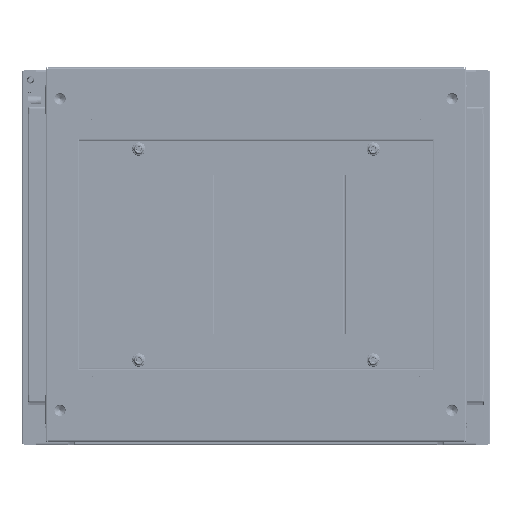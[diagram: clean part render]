
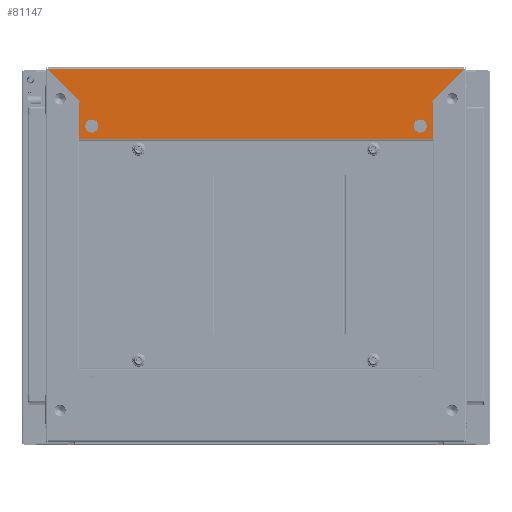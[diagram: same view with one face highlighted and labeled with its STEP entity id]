
A CAD part, top view. The second image highlights one B-rep face of the part: STEP entity #81147.
In plain terms, the highlighted planar face has unit normal (0, 0, 1).
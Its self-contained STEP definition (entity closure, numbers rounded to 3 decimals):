
#2309 = EDGE_LOOP ( 'NONE', ( #16983, #16982 ) ) ;
#2785 = EDGE_LOOP ( 'NONE', ( #16981, #16980, #16979, #16978, #16977, #16976, #16975, #16974 ) ) ;
#2965 = EDGE_LOOP ( 'NONE', ( #16985, #16984 ) ) ;
#8451 = CARTESIAN_POINT ( 'NONE',  ( 182., -26.3, 1.5 ) ) ;
#8460 = CARTESIAN_POINT ( 'NONE',  ( -188.25, -40.29, 1.5 ) ) ;
#8466 = CARTESIAN_POINT ( 'NONE',  ( 168., -26.3, 1.5 ) ) ;
#8469 = CARTESIAN_POINT ( 'NONE',  ( -168., -26.3, 1.5 ) ) ;
#8479 = CARTESIAN_POINT ( 'NONE',  ( -182., -26.3, 1.5 ) ) ;
#8497 = CARTESIAN_POINT ( 'NONE',  ( 188.25, -0.7, 1.5 ) ) ;
#8499 = CARTESIAN_POINT ( 'NONE',  ( 188.25, -40.29, 1.5 ) ) ;
#8523 = CARTESIAN_POINT ( 'NONE',  ( 222.24, 34.69, 1.5 ) ) ;
#8538 = CARTESIAN_POINT ( 'NONE',  ( -187.55, 0., 1.5 ) ) ;
#8541 = CARTESIAN_POINT ( 'NONE',  ( -188.25, -0.7, 1.5 ) ) ;
#8548 = CARTESIAN_POINT ( 'NONE',  ( 187.55, 0., 1.5 ) ) ;
#8552 = CARTESIAN_POINT ( 'NONE',  ( -222.24, 34.69, 1.5 ) ) ;
#8993 = AXIS2_PLACEMENT_3D ( 'NONE', #83776, #83779, #83781 ) ;
#11331 = AXIS2_PLACEMENT_3D ( 'NONE', #117266, #117269, #117271 ) ;
#11613 = AXIS2_PLACEMENT_3D ( 'NONE', #117296, #117299, #117301 ) ;
#11615 = AXIS2_PLACEMENT_3D ( 'NONE', #93142, #93149, #93151 ) ;
#11690 = AXIS2_PLACEMENT_3D ( 'NONE', #93153, #93160, #93162 ) ;
#14782 = EDGE_CURVE ( 'NONE', #47370, #47360, #127002, .T. ) ;
#14784 = EDGE_CURVE ( 'NONE', #47380, #47372, #127008, .T. ) ;
#14862 = EDGE_CURVE ( 'NONE', #47424, #47367, #127238, .T. ) ;
#14864 = EDGE_CURVE ( 'NONE', #47434, #47422, #127245, .T. ) ;
#14869 = EDGE_CURVE ( 'NONE', #47422, #47424, #127233, .T. ) ;
#14871 = EDGE_CURVE ( 'NONE', #47410, #47434, #127268, .T. ) ;
#14873 = EDGE_CURVE ( 'NONE', #47372, #47380, #127277, .T. ) ;
#14875 = EDGE_CURVE ( 'NONE', #47367, #47396, #127279, .T. ) ;
#14877 = EDGE_CURVE ( 'NONE', #47396, #47394, #127284, .T. ) ;
#14879 = EDGE_CURVE ( 'NONE', #47360, #47370, #127294, .T. ) ;
#14881 = EDGE_CURVE ( 'NONE', #47394, #47430, #127295, .T. ) ;
#14884 = EDGE_CURVE ( 'NONE', #47430, #47410, #127301, .T. ) ;
#16974 = ORIENTED_EDGE ( 'NONE', *, *, #14884, .T. ) ;
#16975 = ORIENTED_EDGE ( 'NONE', *, *, #14881, .T. ) ;
#16976 = ORIENTED_EDGE ( 'NONE', *, *, #14877, .T. ) ;
#16977 = ORIENTED_EDGE ( 'NONE', *, *, #14875, .T. ) ;
#16978 = ORIENTED_EDGE ( 'NONE', *, *, #14862, .T. ) ;
#16979 = ORIENTED_EDGE ( 'NONE', *, *, #14869, .T. ) ;
#16980 = ORIENTED_EDGE ( 'NONE', *, *, #14864, .T. ) ;
#16981 = ORIENTED_EDGE ( 'NONE', *, *, #14871, .T. ) ;
#16982 = ORIENTED_EDGE ( 'NONE', *, *, #14784, .F. ) ;
#16983 = ORIENTED_EDGE ( 'NONE', *, *, #14873, .F. ) ;
#16984 = ORIENTED_EDGE ( 'NONE', *, *, #14782, .F. ) ;
#16985 = ORIENTED_EDGE ( 'NONE', *, *, #14879, .F. ) ;
#47360 = VERTEX_POINT ( 'NONE', #8451 ) ;
#47367 = VERTEX_POINT ( 'NONE', #8460 ) ;
#47370 = VERTEX_POINT ( 'NONE', #8466 ) ;
#47372 = VERTEX_POINT ( 'NONE', #8469 ) ;
#47380 = VERTEX_POINT ( 'NONE', #8479 ) ;
#47394 = VERTEX_POINT ( 'NONE', #8497 ) ;
#47396 = VERTEX_POINT ( 'NONE', #8499 ) ;
#47410 = VERTEX_POINT ( 'NONE', #8523 ) ;
#47422 = VERTEX_POINT ( 'NONE', #8538 ) ;
#47424 = VERTEX_POINT ( 'NONE', #8541 ) ;
#47430 = VERTEX_POINT ( 'NONE', #8548 ) ;
#47434 = VERTEX_POINT ( 'NONE', #8552 ) ;
#81147 = ADVANCED_FACE ( 'NONE', ( #99621, #99633, #99636 ), #83778, .F. ) ;
#83776 = CARTESIAN_POINT ( 'NONE',  ( 187.55, 0., 1.5 ) ) ;
#83778 = PLANE ( 'NONE',  #8993 ) ;
#83779 = DIRECTION ( 'NONE',  ( 0., 0., -1. ) ) ;
#83781 = DIRECTION ( 'NONE',  ( -1., 0., 0. ) ) ;
#93142 = CARTESIAN_POINT ( 'NONE',  ( 175., -26.3, 1.5 ) ) ;
#93149 = DIRECTION ( 'NONE',  ( 0., 0., 1. ) ) ;
#93151 = DIRECTION ( 'NONE',  ( -1., 0., 0. ) ) ;
#93153 = CARTESIAN_POINT ( 'NONE',  ( -175., -26.3, 1.5 ) ) ;
#93160 = DIRECTION ( 'NONE',  ( 0., 0., 1. ) ) ;
#93162 = DIRECTION ( 'NONE',  ( 1., 0., 0. ) ) ;
#99621 = FACE_BOUND ( 'NONE', #2965, .T. ) ;
#99633 = FACE_BOUND ( 'NONE', #2309, .T. ) ;
#99636 = FACE_OUTER_BOUND ( 'NONE', #2785, .T. ) ;
#117223 = CARTESIAN_POINT ( 'NONE',  ( -222.25, 34.7, 1.5 ) ) ;
#117225 = CARTESIAN_POINT ( 'NONE',  ( -188.25, -0.7, 1.5 ) ) ;
#117226 = DIRECTION ( 'NONE',  ( 0., -1., 0. ) ) ;
#117235 = DIRECTION ( 'NONE',  ( 0.707, -0.707, 0. ) ) ;
#117241 = CARTESIAN_POINT ( 'NONE',  ( -188.25, -0.7, 1.5 ) ) ;
#117252 = DIRECTION ( 'NONE',  ( -0.707, -0.707, 0. ) ) ;
#117258 = CARTESIAN_POINT ( 'NONE',  ( 222.25, 34.69, 1.5 ) ) ;
#117260 = DIRECTION ( 'NONE',  ( -1., 0., 0. ) ) ;
#117266 = CARTESIAN_POINT ( 'NONE',  ( -175., -26.3, 1.5 ) ) ;
#117268 = CARTESIAN_POINT ( 'NONE',  ( -188.25, -40.29, 1.5 ) ) ;
#117269 = DIRECTION ( 'NONE',  ( 0., 0., 1. ) ) ;
#117271 = DIRECTION ( 'NONE',  ( 1., 0., 0. ) ) ;
#117273 = CARTESIAN_POINT ( 'NONE',  ( 188.25, -0.7, 1.5 ) ) ;
#117280 = DIRECTION ( 'NONE',  ( 1., 0., 0. ) ) ;
#117288 = DIRECTION ( 'NONE',  ( 0., 1., 0. ) ) ;
#117296 = CARTESIAN_POINT ( 'NONE',  ( 175., -26.3, 1.5 ) ) ;
#117297 = CARTESIAN_POINT ( 'NONE',  ( 188.25, -0.7, 1.5 ) ) ;
#117299 = DIRECTION ( 'NONE',  ( 0., 0., 1. ) ) ;
#117301 = DIRECTION ( 'NONE',  ( -1., 0., 0. ) ) ;
#117303 = CARTESIAN_POINT ( 'NONE',  ( 222.25, 34.7, 1.5 ) ) ;
#117311 = DIRECTION ( 'NONE',  ( -0.707, 0.707, 0. ) ) ;
#117321 = DIRECTION ( 'NONE',  ( 0.707, 0.707, 0. ) ) ;
#127002 = CIRCLE ( 'NONE', #11615, 7. ) ;
#127008 = CIRCLE ( 'NONE', #11690, 7. ) ;
#127224 = VECTOR ( 'NONE', #117235, 1000. ) ;
#127233 = LINE ( 'NONE', #117241, #127260 ) ;
#127238 = LINE ( 'NONE', #117225, #127240 ) ;
#127240 = VECTOR ( 'NONE', #117226, 1000. ) ;
#127244 = VECTOR ( 'NONE', #117321, 1000. ) ;
#127245 = LINE ( 'NONE', #117223, #127224 ) ;
#127251 = VECTOR ( 'NONE', #117280, 1000. ) ;
#127260 = VECTOR ( 'NONE', #117252, 1000. ) ;
#127262 = VECTOR ( 'NONE', #117288, 1000. ) ;
#127268 = LINE ( 'NONE', #117258, #127269 ) ;
#127269 = VECTOR ( 'NONE', #117260, 1000. ) ;
#127275 = VECTOR ( 'NONE', #117311, 1000. ) ;
#127277 = CIRCLE ( 'NONE', #11331, 7. ) ;
#127279 = LINE ( 'NONE', #117268, #127251 ) ;
#127284 = LINE ( 'NONE', #117273, #127262 ) ;
#127294 = CIRCLE ( 'NONE', #11613, 7. ) ;
#127295 = LINE ( 'NONE', #117297, #127275 ) ;
#127301 = LINE ( 'NONE', #117303, #127244 ) ;
